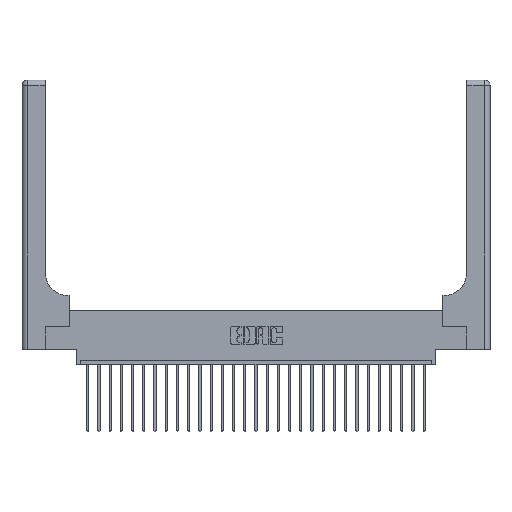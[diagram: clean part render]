
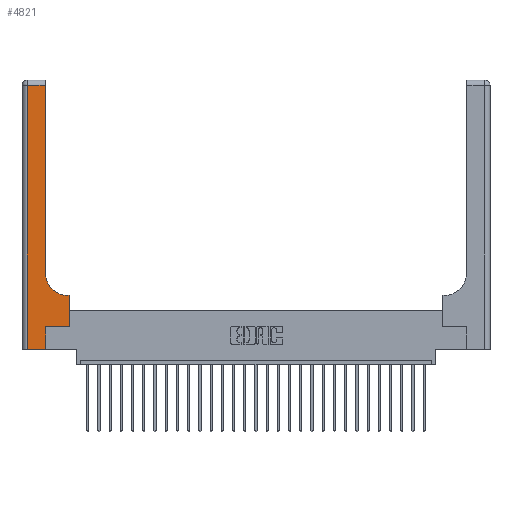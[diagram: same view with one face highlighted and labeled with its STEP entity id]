
A CAD part, top view. The second image highlights one B-rep face of the part: STEP entity #4821.
In plain terms, the highlighted planar face has unit normal (0, 0, 1).
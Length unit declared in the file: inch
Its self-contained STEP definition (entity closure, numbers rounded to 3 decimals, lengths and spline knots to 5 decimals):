
#52 = VERTEX_POINT ( 'NONE', #10035 ) ;
#310 = CARTESIAN_POINT ( 'NONE',  ( 0.265, 0., 0.37 ) ) ;
#1115 = AXIS2_PLACEMENT_3D ( 'NONE', #24202, #1944, #18326 ) ;
#1128 = DIRECTION ( 'NONE',  ( 0., -1., 0. ) ) ;
#1137 = ORIENTED_EDGE ( 'NONE', *, *, #6313, .T. ) ;
#1204 = VERTEX_POINT ( 'NONE', #9871 ) ;
#1944 = DIRECTION ( 'NONE',  ( 0., 0., -1. ) ) ;
#2806 = LINE ( 'NONE', #6931, #18615 ) ;
#2935 = LINE ( 'NONE', #17025, #23666 ) ;
#3701 = EDGE_CURVE ( 'NONE', #16698, #6242, #4328, .T. ) ;
#4165 = CARTESIAN_POINT ( 'NONE',  ( 0.26, 0.6, 0.37 ) ) ;
#4328 = LINE ( 'NONE', #4165, #24462 ) ;
#4821 = ADVANCED_FACE ( 'NONE', ( #25403 ), #20917, .F. ) ;
#4893 = VERTEX_POINT ( 'NONE', #8114 ) ;
#5226 = VERTEX_POINT ( 'NONE', #9367 ) ;
#5452 = ORIENTED_EDGE ( 'NONE', *, *, #18631, .T. ) ;
#6242 = VERTEX_POINT ( 'NONE', #17735 ) ;
#6313 = EDGE_CURVE ( 'NONE', #4893, #5226, #12818, .T. ) ;
#6469 = LINE ( 'NONE', #13530, #19762 ) ;
#6817 = CARTESIAN_POINT ( 'NONE',  ( 0., 3., 0.37 ) ) ;
#6931 = CARTESIAN_POINT ( 'NONE',  ( 0., 0., 0.37 ) ) ;
#6994 = DIRECTION ( 'NONE',  ( -1., 0., 0. ) ) ;
#7746 = DIRECTION ( 'NONE',  ( -1., 0., 0. ) ) ;
#7813 = EDGE_LOOP ( 'NONE', ( #23519, #12543, #5452, #13731, #1137, #9709, #9936, #21069, #11740 ) ) ;
#8114 = CARTESIAN_POINT ( 'NONE',  ( 0.265, 0., 0.37 ) ) ;
#8383 = VECTOR ( 'NONE', #1128, 39.37008 ) ;
#8413 = CIRCLE ( 'NONE', #1115, 0.25 ) ;
#8809 = DIRECTION ( 'NONE',  ( 1., 0., 0. ) ) ;
#9033 = CARTESIAN_POINT ( 'NONE',  ( 0.26, 0.85, 0.37 ) ) ;
#9367 = CARTESIAN_POINT ( 'NONE',  ( 0.265, 0.25, 0.37 ) ) ;
#9709 = ORIENTED_EDGE ( 'NONE', *, *, #18605, .T. ) ;
#9871 = CARTESIAN_POINT ( 'NONE',  ( 0.528, 0.25, 0.37 ) ) ;
#9936 = ORIENTED_EDGE ( 'NONE', *, *, #21254, .T. ) ;
#10035 = CARTESIAN_POINT ( 'NONE',  ( 0.06, 0., 0.37 ) ) ;
#11040 = LINE ( 'NONE', #19613, #17375 ) ;
#11115 = AXIS2_PLACEMENT_3D ( 'NONE', #6817, #25188, #6994 ) ;
#11382 = CARTESIAN_POINT ( 'NONE',  ( 0.06, 3., 0.37 ) ) ;
#11740 = ORIENTED_EDGE ( 'NONE', *, *, #22935, .T. ) ;
#12543 = ORIENTED_EDGE ( 'NONE', *, *, #15534, .T. ) ;
#12818 = LINE ( 'NONE', #310, #15023 ) ;
#12979 = DIRECTION ( 'NONE',  ( -1., 0., 0. ) ) ;
#13495 = VERTEX_POINT ( 'NONE', #20365 ) ;
#13530 = CARTESIAN_POINT ( 'NONE',  ( 0.265, 0.25, 0.37 ) ) ;
#13731 = ORIENTED_EDGE ( 'NONE', *, *, #21572, .T. ) ;
#13750 = CARTESIAN_POINT ( 'NONE',  ( 0.26, 2.94, 0.37 ) ) ;
#13784 = LINE ( 'NONE', #11382, #8383 ) ;
#14232 = VECTOR ( 'NONE', #7746, 39.37008 ) ;
#15023 = VECTOR ( 'NONE', #24233, 39.37008 ) ;
#15534 = EDGE_CURVE ( 'NONE', #22131, #13495, #20823, .T. ) ;
#16698 = VERTEX_POINT ( 'NONE', #24387 ) ;
#17025 = CARTESIAN_POINT ( 'NONE',  ( 0.26, 3., 0.37 ) ) ;
#17375 = VECTOR ( 'NONE', #23732, 39.37008 ) ;
#17735 = CARTESIAN_POINT ( 'NONE',  ( 0.51, 0.6, 0.37 ) ) ;
#18326 = DIRECTION ( 'NONE',  ( 1., 0., 0. ) ) ;
#18605 = EDGE_CURVE ( 'NONE', #5226, #1204, #6469, .T. ) ;
#18615 = VECTOR ( 'NONE', #8809, 39.37008 ) ;
#18631 = EDGE_CURVE ( 'NONE', #13495, #52, #13784, .T. ) ;
#19613 = CARTESIAN_POINT ( 'NONE',  ( 0.528, 0.25, 0.37 ) ) ;
#19762 = VECTOR ( 'NONE', #21320, 39.37008 ) ;
#20365 = CARTESIAN_POINT ( 'NONE',  ( 0.06, 2.94, 0.37 ) ) ;
#20823 = LINE ( 'NONE', #25756, #14232 ) ;
#20917 = PLANE ( 'NONE',  #11115 ) ;
#21069 = ORIENTED_EDGE ( 'NONE', *, *, #3701, .T. ) ;
#21254 = EDGE_CURVE ( 'NONE', #1204, #16698, #11040, .T. ) ;
#21320 = DIRECTION ( 'NONE',  ( 1., 0., 0. ) ) ;
#21572 = EDGE_CURVE ( 'NONE', #52, #4893, #2806, .T. ) ;
#22131 = VERTEX_POINT ( 'NONE', #13750 ) ;
#22935 = EDGE_CURVE ( 'NONE', #6242, #24721, #8413, .T. ) ;
#23252 = DIRECTION ( 'NONE',  ( 0., 1., 0. ) ) ;
#23519 = ORIENTED_EDGE ( 'NONE', *, *, #25969, .T. ) ;
#23666 = VECTOR ( 'NONE', #23252, 39.37008 ) ;
#23732 = DIRECTION ( 'NONE',  ( 0., 1., 0. ) ) ;
#24202 = CARTESIAN_POINT ( 'NONE',  ( 0.51, 0.85, 0.37 ) ) ;
#24233 = DIRECTION ( 'NONE',  ( 0., 1., 0. ) ) ;
#24387 = CARTESIAN_POINT ( 'NONE',  ( 0.528, 0.6, 0.37 ) ) ;
#24462 = VECTOR ( 'NONE', #12979, 39.37008 ) ;
#24721 = VERTEX_POINT ( 'NONE', #9033 ) ;
#25188 = DIRECTION ( 'NONE',  ( 0., 0., -1. ) ) ;
#25403 = FACE_OUTER_BOUND ( 'NONE', #7813, .T. ) ;
#25756 = CARTESIAN_POINT ( 'NONE',  ( 0., 2.94, 0.37 ) ) ;
#25969 = EDGE_CURVE ( 'NONE', #24721, #22131, #2935, .T. ) ;
